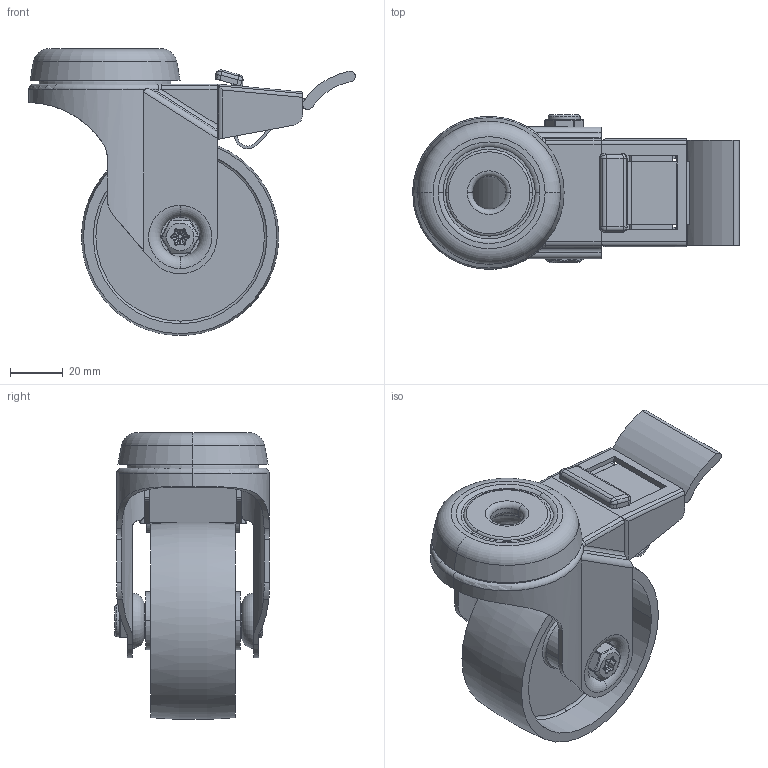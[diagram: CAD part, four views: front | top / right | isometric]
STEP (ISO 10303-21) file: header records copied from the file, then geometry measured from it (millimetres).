
FILE_DESCRIPTION(('STEP AP203'),'1');
FILE_NAME('BZM75PLBH12SWB.STEP','2023-06-02T14:47:56',(' '),(' '),'Spatial InterOp 3D',' ',' ');
FILE_SCHEMA(('CONFIG_CONTROL_DESIGN'));
Length unit declared in the file: metre
Products named in the file (17): BZM75ASBH12SWB; ZINC PLATED PRESSED STEEL HEAD; ZINC PLATED PRESSED STEEL FORKS; ZINC PLATED PRESSED STEEL BRAKE; BRAKE PAD; NYLON BRAKE PEDAL; BZM75PLBH12SWB; BZM75WPL; POLYPROPYLENE WHEEL; TUBEM10X37; ZINC PLATED AXLE TUBE; BOLTBZM8MM; ZINC PLATED AXLE BOLT; NYLOC NUT; NUT; RUBBER; NYLOCM8Z
Assembly tree (16 placements, depth 4):
  BZM75PLBH12SWB
    BZM75ASBH12SWB
      ZINC PLATED PRESSED STEEL HEAD
      ZINC PLATED PRESSED STEEL FORKS
      ZINC PLATED PRESSED STEEL BRAKE
      BRAKE PAD
      NYLON BRAKE PEDAL
    BZM75WPL
      POLYPROPYLENE WHEEL
    TUBEM10X37
      ZINC PLATED AXLE TUBE
    BOLTBZM8MM
      ZINC PLATED AXLE BOLT
    NYLOCM8Z
      NYLOC NUT
        NUT
        RUBBER
Bounding box: 124 x 58.75 x 108.92 mm (x, y, z)
Volume: 115011.2 mm3; surface area: 75984.8 mm2
Topology: 10 solids, 10 shells, 611 faces, 1545 edges, 957 vertices
Faces by surface type: cylinder 262, plane 211, torus 72, sphere 40, bspline 16, cone 10
Entity records: 28664 total; most frequent: CARTESIAN_POINT 12759, DIRECTION 3414, ORIENTED_EDGE 3066, EDGE_CURVE 1533, AXIS2_PLACEMENT_3D 1376, VERTEX_POINT 957, CIRCLE 701, LINE 662
